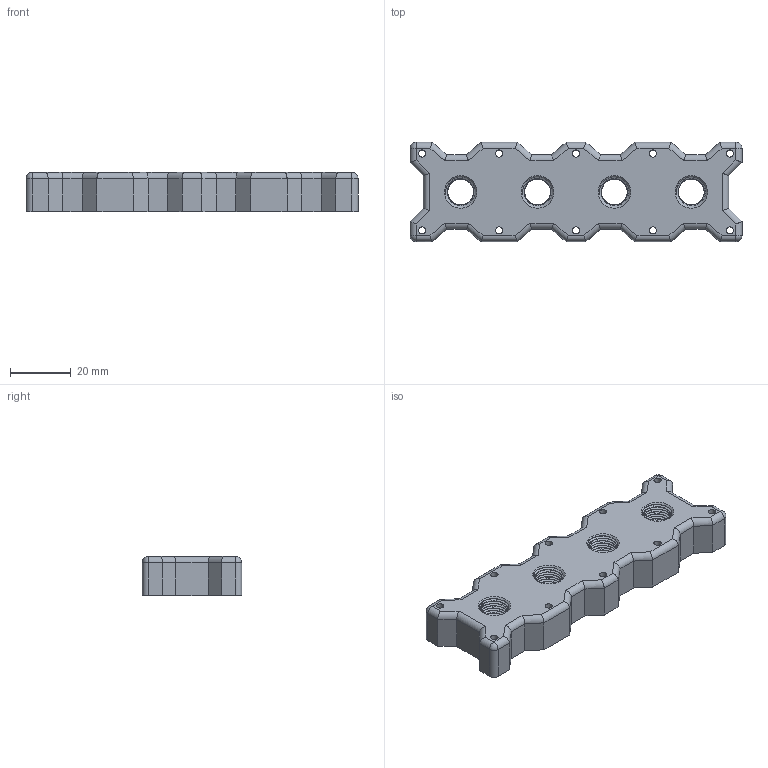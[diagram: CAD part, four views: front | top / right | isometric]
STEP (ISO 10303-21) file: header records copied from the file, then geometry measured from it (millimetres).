
FILE_DESCRIPTION(/* description */ (''),/* implementation_level */ '2;1');
FILE_NAME(/* name */ 'P-TET-000008-0_Pressure_manifold-FDM.step',/* time_stamp */ '2020-08-31T13:21:28-04:00',/* author */ (''),/* organization */ (''),/* preprocessor_version */ 'ST-DEVELOPER v18.1',/* originating_system */ 'Autodesk Translation Framework v9.3.0.1241',/* authorisation */ '');
FILE_SCHEMA (('AUTOMOTIVE_DESIGN { 1 0 10303 214 3 1 1 }'));
Length unit declared in the file: millimetre
Products named in the file (1): P-TET-000008-0
Bounding box: 109.68 x 32.82 x 12.9 mm (x, y, z)
Volume: 34374.7 mm3; surface area: 12490.7 mm2
Topology: 1 solids, 1 shells, 180 faces, 462 edges, 288 vertices
Faces by surface type: cylinder 66, plane 54, cone 44, bspline 12, sphere 4
Full cylindrical faces by diameter (mm): 2.362 x10, 9.779 x4, 16.002 x4
Entity records: 25706 total; most frequent: CARTESIAN_POINT 21439, ORIENTED_EDGE 916, DIRECTION 796, EDGE_CURVE 458, VERTEX_POINT 288, AXIS2_PLACEMENT_3D 281, LINE 234, VECTOR 234
